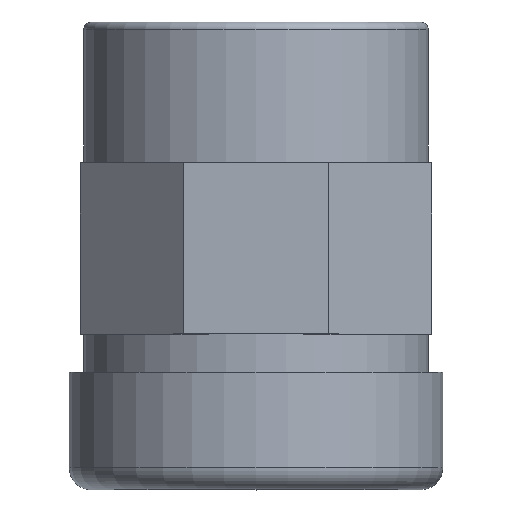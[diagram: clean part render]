
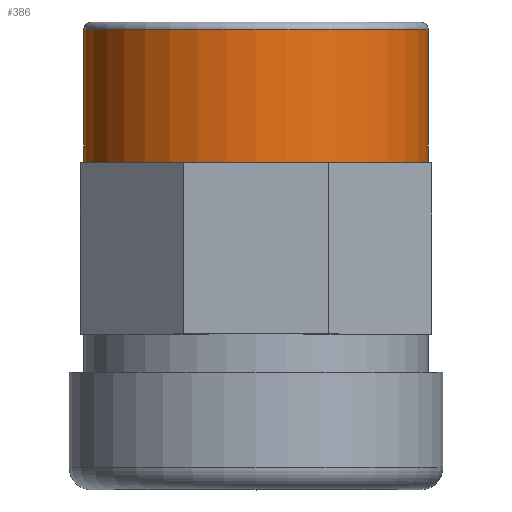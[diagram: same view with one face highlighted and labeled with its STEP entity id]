
A CAD part, top view. The second image highlights one B-rep face of the part: STEP entity #386.
In plain terms, the highlighted cylindrical face has radius 11.75 mm (diameter 23.5 mm), a full revolution.
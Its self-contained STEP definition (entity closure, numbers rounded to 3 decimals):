
#92=FACE_BOUND($,#144,.T.);
#112=FACE_OUTER_BOUND($,#143,.T.);
#143=EDGE_LOOP($,(#288));
#144=EDGE_LOOP($,(#289));
#190=CIRCLE($,#423,11.75);
#191=CIRCLE($,#424,11.75);
#209=VERTEX_POINT($,#598);
#210=VERTEX_POINT($,#600);
#244=EDGE_CURVE($,#209,#209,#190,.T.);
#245=EDGE_CURVE($,#210,#210,#191,.T.);
#288=ORIENTED_EDGE($,*,*,#244,.T.);
#289=ORIENTED_EDGE($,*,*,#245,.F.);
#370=CYLINDRICAL_SURFACE($,#422,11.75);
#386=ADVANCED_FACE($,(#112,#92),#370,.T.);
#422=AXIS2_PLACEMENT_3D($,#597,#479,#480);
#423=AXIS2_PLACEMENT_3D($,#599,#481,#482);
#424=AXIS2_PLACEMENT_3D($,#601,#483,#484);
#479=DIRECTION('center_axis',(0.,-1.,0.));
#480=DIRECTION('ref_axis',(1.,0.,0.));
#481=DIRECTION('center_axis',(0.,-1.,0.));
#482=DIRECTION('ref_axis',(1.,0.,0.));
#483=DIRECTION('center_axis',(0.,-1.,0.));
#484=DIRECTION('ref_axis',(1.,0.,0.));
#597=CARTESIAN_POINT('Origin',(1253.8,1352.937,0.));
#598=CARTESIAN_POINT('',(1253.8,1357.491,11.75));
#599=CARTESIAN_POINT('Origin',(1253.8,1357.491,0.));
#600=CARTESIAN_POINT('',(1242.05,1348.383,0.));
#601=CARTESIAN_POINT('Origin',(1253.8,1348.383,0.));
